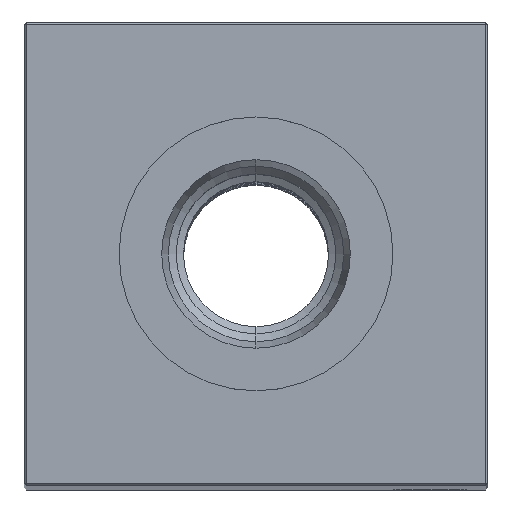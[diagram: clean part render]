
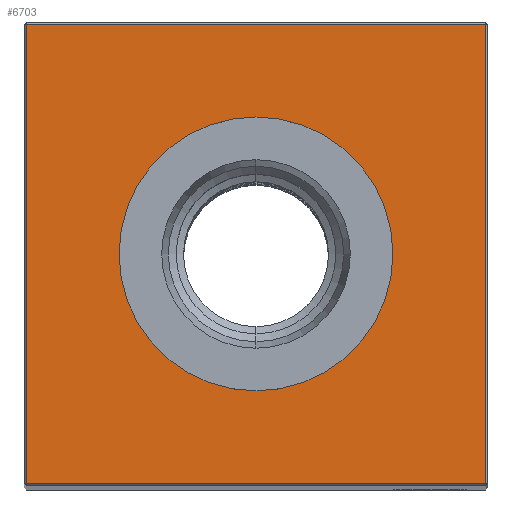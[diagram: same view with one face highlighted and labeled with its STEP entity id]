
A CAD part, top view. The second image highlights one B-rep face of the part: STEP entity #6703.
In plain terms, the highlighted planar face has unit normal (0, 0, 1).
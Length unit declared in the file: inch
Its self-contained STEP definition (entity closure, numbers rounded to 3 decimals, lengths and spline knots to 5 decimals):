
#134 = DIRECTION ( 'NONE',  ( 0., 0., -1. ) ) ;
#511 = CARTESIAN_POINT ( 'NONE',  ( 0.99, 0.99, 10.25 ) ) ;
#713 = AXIS2_PLACEMENT_3D ( 'NONE', #2747, #10051, #16913 ) ;
#1237 = CARTESIAN_POINT ( 'NONE',  ( 0.99, 0., 10.25 ) ) ;
#2747 = CARTESIAN_POINT ( 'NONE',  ( 0., 0., 10.25 ) ) ;
#2857 = EDGE_CURVE ( 'NONE', #3806, #8194, #24035, .T. ) ;
#3242 = CARTESIAN_POINT ( 'NONE',  ( 0.99, -0.99, 10.25 ) ) ;
#3614 = EDGE_CURVE ( 'NONE', #16886, #10733, #22108, .T. ) ;
#3659 = LINE ( 'NONE', #8723, #11564 ) ;
#3806 = VERTEX_POINT ( 'NONE', #3242 ) ;
#6703 = ADVANCED_FACE ( 'NONE', ( #15574, #28841 ), #13200, .F. ) ;
#6879 = CIRCLE ( 'NONE', #713, 0.59055 ) ;
#7335 = VECTOR ( 'NONE', #17146, 39.37008 ) ;
#7559 = LINE ( 'NONE', #16056, #11477 ) ;
#7901 = EDGE_CURVE ( 'NONE', #10733, #16886, #6879, .T. ) ;
#8194 = VERTEX_POINT ( 'NONE', #511 ) ;
#8433 = CARTESIAN_POINT ( 'NONE',  ( 0., 0., 10.25 ) ) ;
#8723 = CARTESIAN_POINT ( 'NONE',  ( -0.99, 0., 10.25 ) ) ;
#9196 = DIRECTION ( 'NONE',  ( -1., 0., 0. ) ) ;
#9255 = AXIS2_PLACEMENT_3D ( 'NONE', #18450, #134, #26562 ) ;
#10051 = DIRECTION ( 'NONE',  ( 0., 0., -1. ) ) ;
#10725 = ORIENTED_EDGE ( 'NONE', *, *, #3614, .T. ) ;
#10733 = VERTEX_POINT ( 'NONE', #29495 ) ;
#11477 = VECTOR ( 'NONE', #9196, 39.37008 ) ;
#11564 = VECTOR ( 'NONE', #13205, 39.37008 ) ;
#12519 = EDGE_CURVE ( 'NONE', #16369, #14737, #3659, .T. ) ;
#13200 = PLANE ( 'NONE',  #20209 ) ;
#13205 = DIRECTION ( 'NONE',  ( 0., -1., 0. ) ) ;
#14056 = VECTOR ( 'NONE', #21516, 39.37008 ) ;
#14737 = VERTEX_POINT ( 'NONE', #15944 ) ;
#15064 = CARTESIAN_POINT ( 'NONE',  ( 0., -0.99, 10.25 ) ) ;
#15574 = FACE_OUTER_BOUND ( 'NONE', #21806, .T. ) ;
#15944 = CARTESIAN_POINT ( 'NONE',  ( -0.99, -0.99, 10.25 ) ) ;
#16056 = CARTESIAN_POINT ( 'NONE',  ( 0., 0.99, 10.25 ) ) ;
#16369 = VERTEX_POINT ( 'NONE', #16469 ) ;
#16469 = CARTESIAN_POINT ( 'NONE',  ( -0.99, 0.99, 10.25 ) ) ;
#16834 = ORIENTED_EDGE ( 'NONE', *, *, #2857, .T. ) ;
#16886 = VERTEX_POINT ( 'NONE', #19470 ) ;
#16913 = DIRECTION ( 'NONE',  ( -1., 0., 0. ) ) ;
#17146 = DIRECTION ( 'NONE',  ( 1., 0., 0. ) ) ;
#17803 = DIRECTION ( 'NONE',  ( 0., 0., -1. ) ) ;
#17920 = ORIENTED_EDGE ( 'NONE', *, *, #24745, .T. ) ;
#18450 = CARTESIAN_POINT ( 'NONE',  ( 0., 0., 10.25 ) ) ;
#19470 = CARTESIAN_POINT ( 'NONE',  ( 0., -0.59055, 10.25 ) ) ;
#20209 = AXIS2_PLACEMENT_3D ( 'NONE', #8433, #17803, #28988 ) ;
#20239 = EDGE_LOOP ( 'NONE', ( #25574, #10725 ) ) ;
#21516 = DIRECTION ( 'NONE',  ( 0., 1., 0. ) ) ;
#21776 = LINE ( 'NONE', #15064, #7335 ) ;
#21806 = EDGE_LOOP ( 'NONE', ( #26358, #17920, #16834, #25289 ) ) ;
#22108 = CIRCLE ( 'NONE', #9255, 0.59055 ) ;
#24035 = LINE ( 'NONE', #1237, #14056 ) ;
#24745 = EDGE_CURVE ( 'NONE', #14737, #3806, #21776, .T. ) ;
#25289 = ORIENTED_EDGE ( 'NONE', *, *, #28745, .T. ) ;
#25574 = ORIENTED_EDGE ( 'NONE', *, *, #7901, .T. ) ;
#26358 = ORIENTED_EDGE ( 'NONE', *, *, #12519, .T. ) ;
#26562 = DIRECTION ( 'NONE',  ( -1., 0., 0. ) ) ;
#28745 = EDGE_CURVE ( 'NONE', #8194, #16369, #7559, .T. ) ;
#28841 = FACE_BOUND ( 'NONE', #20239, .T. ) ;
#28988 = DIRECTION ( 'NONE',  ( -1., 0., 0. ) ) ;
#29495 = CARTESIAN_POINT ( 'NONE',  ( 0., 0.59055, 10.25 ) ) ;
